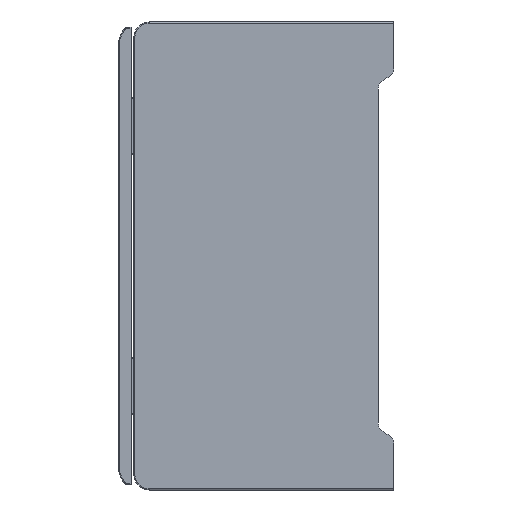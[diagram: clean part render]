
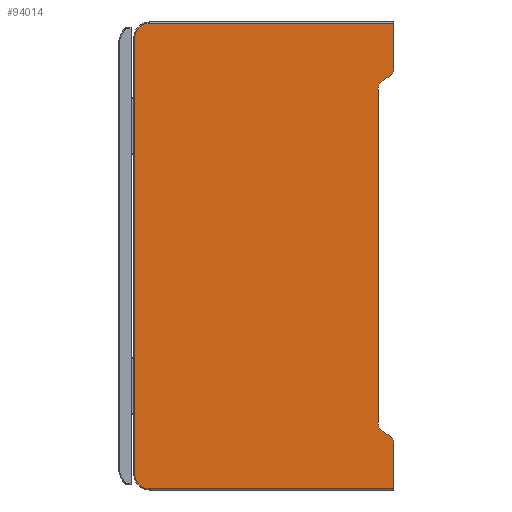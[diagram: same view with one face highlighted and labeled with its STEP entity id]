
A CAD part, left-side view. The second image highlights one B-rep face of the part: STEP entity #94014.
In plain terms, the highlighted planar face has unit normal (-1, 0, 0).
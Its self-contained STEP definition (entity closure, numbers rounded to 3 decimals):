
#28761=DIRECTION('',(0.,0.866,0.5));
#28762=VECTOR('',#28761,1.309);
#28763=CARTESIAN_POINT('',(0.,0.866,-79.5));
#28764=LINE('',#28763,#28762);
#28765=CARTESIAN_POINT('',(0.,1.732,-81.));
#28766=DIRECTION('',(1.,0.,0.));
#28767=DIRECTION('',(0.,-0.5,0.866));
#28768=AXIS2_PLACEMENT_3D('',#28765,#28766,#28767);
#28770=DIRECTION('',(0.,0.,-1.));
#28771=VECTOR('',#28770,8.8);
#28772=CARTESIAN_POINT('',(0.,0.,-81.));
#28773=LINE('',#28772,#28771);
#28774=DIRECTION('',(0.,1.,0.));
#28775=VECTOR('',#28774,47.);
#28776=CARTESIAN_POINT('',(0.,0.,-89.8));
#28777=LINE('',#28776,#28775);
#28778=CARTESIAN_POINT('',(0.,47.,-87.));
#28779=DIRECTION('',(1.,0.,0.));
#28780=DIRECTION('',(0.,0.,-1.));
#28781=AXIS2_PLACEMENT_3D('',#28778,#28779,#28780);
#28783=DIRECTION('',(0.,0.,1.));
#28784=VECTOR('',#28783,84.);
#28785=CARTESIAN_POINT('',(0.,49.8,-87.));
#28786=LINE('',#28785,#28784);
#28787=CARTESIAN_POINT('',(0.,47.,-3.));
#28788=DIRECTION('',(1.,0.,0.));
#28789=DIRECTION('',(0.,1.,0.));
#28790=AXIS2_PLACEMENT_3D('',#28787,#28788,#28789);
#28792=DIRECTION('',(0.,-1.,0.));
#28793=VECTOR('',#28792,47.);
#28794=CARTESIAN_POINT('',(0.,47.,-0.2));
#28795=LINE('',#28794,#28793);
#28796=DIRECTION('',(0.,0.,-1.));
#28797=VECTOR('',#28796,8.8);
#28798=CARTESIAN_POINT('',(0.,0.,-0.2));
#28799=LINE('',#28798,#28797);
#28800=CARTESIAN_POINT('',(0.,1.732,-9.));
#28801=DIRECTION('',(1.,0.,0.));
#28802=DIRECTION('',(0.,-1.,0.));
#28803=AXIS2_PLACEMENT_3D('',#28800,#28801,#28802);
#28805=DIRECTION('',(0.,-0.866,0.5));
#28806=VECTOR('',#28805,1.309);
#28807=CARTESIAN_POINT('',(0.,2.,-11.155));
#28808=LINE('',#28807,#28806);
#28809=CARTESIAN_POINT('',(0.,1.,-12.887));
#28810=DIRECTION('',(1.,0.,0.));
#28811=DIRECTION('',(0.,1.,0.));
#28812=AXIS2_PLACEMENT_3D('',#28809,#28810,#28811);
#28814=DIRECTION('',(0.,0.,1.));
#28815=VECTOR('',#28814,64.226);
#28816=CARTESIAN_POINT('',(0.,3.,-77.113));
#28817=LINE('',#28816,#28815);
#28818=CARTESIAN_POINT('',(0.,1.,-77.113));
#28819=DIRECTION('',(1.,0.,0.));
#28820=DIRECTION('',(0.,0.5,-0.866));
#28821=AXIS2_PLACEMENT_3D('',#28818,#28819,#28820);
#36175=CARTESIAN_POINT('',(0.,0.,-0.2));
#36177=VERTEX_POINT('',#36175);
#36178=CARTESIAN_POINT('',(0.,47.,-0.2));
#36179=VERTEX_POINT('',#36178);
#36184=CARTESIAN_POINT('',(0.,49.8,-3.));
#36185=VERTEX_POINT('',#36184);
#36188=CARTESIAN_POINT('',(0.,49.8,-87.));
#36189=VERTEX_POINT('',#36188);
#36192=CARTESIAN_POINT('',(0.,47.,-89.8));
#36193=VERTEX_POINT('',#36192);
#36194=CARTESIAN_POINT('',(0.,0.,-89.8));
#36196=VERTEX_POINT('',#36194);
#37568=CARTESIAN_POINT('',(0.,0.866,-79.5));
#37569=CARTESIAN_POINT('',(0.,2.,-78.845));
#37570=VERTEX_POINT('',#37568);
#37571=VERTEX_POINT('',#37569);
#37572=CARTESIAN_POINT('',(0.,3.,-77.113));
#37573=VERTEX_POINT('',#37572);
#37574=CARTESIAN_POINT('',(0.,3.,-12.887));
#37575=VERTEX_POINT('',#37574);
#37576=CARTESIAN_POINT('',(0.,2.,-11.155));
#37577=VERTEX_POINT('',#37576);
#37578=CARTESIAN_POINT('',(0.,0.866,-10.5));
#37579=VERTEX_POINT('',#37578);
#37580=CARTESIAN_POINT('',(0.,0.,-9.));
#37581=VERTEX_POINT('',#37580);
#37582=CARTESIAN_POINT('',(0.,0.,-81.));
#37583=VERTEX_POINT('',#37582);
#93991=CARTESIAN_POINT('',(0.,0.,-90.));
#93992=DIRECTION('',(-1.,0.,0.));
#93993=DIRECTION('',(0.,0.,1.));
#93994=AXIS2_PLACEMENT_3D('',#93991,#93992,#93993);
#93995=PLANE('',#93994);
#93996=ORIENTED_EDGE('',*,*,#76984,.F.);
#93998=ORIENTED_EDGE('',*,*,#93997,.T.);
#93999=ORIENTED_EDGE('',*,*,#76900,.T.);
#94001=ORIENTED_EDGE('',*,*,#94000,.T.);
#94002=ORIENTED_EDGE('',*,*,#76784,.T.);
#94003=ORIENTED_EDGE('',*,*,#76806,.T.);
#94004=ORIENTED_EDGE('',*,*,#76827,.T.);
#94005=ORIENTED_EDGE('',*,*,#76847,.T.);
#94006=ORIENTED_EDGE('',*,*,#76868,.T.);
#94007=ORIENTED_EDGE('',*,*,#76922,.T.);
#94008=ORIENTED_EDGE('',*,*,#93979,.F.);
#94009=ORIENTED_EDGE('',*,*,#93959,.F.);
#94010=ORIENTED_EDGE('',*,*,#77026,.F.);
#94011=ORIENTED_EDGE('',*,*,#77005,.F.);
#94012=EDGE_LOOP('',(#93996,#93998,#93999,#94001,#94002,#94003,#94004,#94005,
#94006,#94007,#94008,#94009,#94010,#94011));
#94013=FACE_OUTER_BOUND('',#94012,.F.);
#94014=ADVANCED_FACE('',(#94013),#93995,.T.);
#28769=CIRCLE('',#28768,1.732);
#28782=CIRCLE('',#28781,2.8);
#28791=CIRCLE('',#28790,2.8);
#28804=CIRCLE('',#28803,1.732);
#28813=CIRCLE('',#28812,2.);
#28822=CIRCLE('',#28821,2.);
#76784=EDGE_CURVE('',#36193,#36189,#28782,.T.);
#76806=EDGE_CURVE('',#36189,#36185,#28786,.T.);
#76827=EDGE_CURVE('',#36185,#36179,#28791,.T.);
#76847=EDGE_CURVE('',#36179,#36177,#28795,.T.);
#76868=EDGE_CURVE('',#36177,#37581,#28799,.T.);
#76900=EDGE_CURVE('',#37583,#36196,#28773,.T.);
#76922=EDGE_CURVE('',#37581,#37579,#28804,.T.);
#76984=EDGE_CURVE('',#37570,#37571,#28764,.T.);
#77005=EDGE_CURVE('',#37571,#37573,#28822,.T.);
#77026=EDGE_CURVE('',#37573,#37575,#28817,.T.);
#93959=EDGE_CURVE('',#37575,#37577,#28813,.T.);
#93979=EDGE_CURVE('',#37577,#37579,#28808,.T.);
#93997=EDGE_CURVE('',#37570,#37583,#28769,.T.);
#94000=EDGE_CURVE('',#36196,#36193,#28777,.T.);
